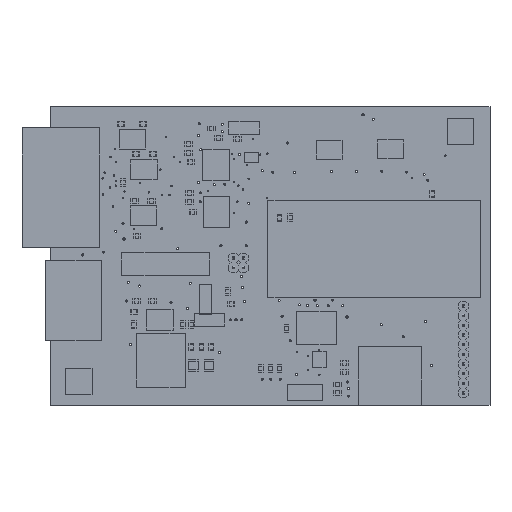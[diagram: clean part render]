
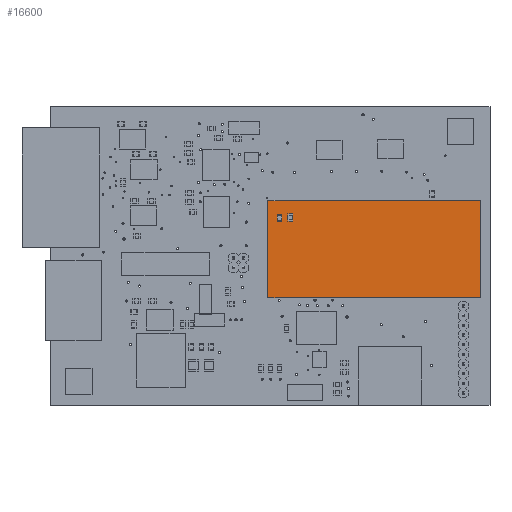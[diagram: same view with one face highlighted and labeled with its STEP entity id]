
A CAD part, top view. The second image highlights one B-rep face of the part: STEP entity #16600.
In plain terms, the highlighted planar face has unit normal (0, 0, 1).
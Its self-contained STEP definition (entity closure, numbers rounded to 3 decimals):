
#1792=PLANE('',#18178);
#2614=FACE_OUTER_BOUND('',#3936,.T.);
#3936=EDGE_LOOP('',(#15314,#15315,#15316,#15317));
#5518=LINE('',#26822,#7184);
#5519=LINE('',#26824,#7185);
#5520=LINE('',#26826,#7186);
#5521=LINE('',#26827,#7187);
#7184=VECTOR('',#22342,10.);
#7185=VECTOR('',#22343,10.);
#7186=VECTOR('',#22344,10.);
#7187=VECTOR('',#22345,10.);
#9092=VERTEX_POINT('',#26820);
#9093=VERTEX_POINT('',#26821);
#9094=VERTEX_POINT('',#26823);
#9095=VERTEX_POINT('',#26825);
#11182=EDGE_CURVE('',#9092,#9093,#5518,.T.);
#11183=EDGE_CURVE('',#9093,#9094,#5519,.T.);
#11184=EDGE_CURVE('',#9094,#9095,#5520,.T.);
#11185=EDGE_CURVE('',#9095,#9092,#5521,.T.);
#15314=ORIENTED_EDGE('',*,*,#11182,.T.);
#15315=ORIENTED_EDGE('',*,*,#11183,.T.);
#15316=ORIENTED_EDGE('',*,*,#11184,.T.);
#15317=ORIENTED_EDGE('',*,*,#11185,.T.);
#16600=ADVANCED_FACE('',(#2614),#1792,.T.);
#18178=AXIS2_PLACEMENT_3D('',#26819,#22340,#22341);
#22340=DIRECTION('center_axis',(0.,0.,1.));
#22341=DIRECTION('ref_axis',(1.,0.,0.));
#22342=DIRECTION('',(0.,1.,0.));
#22343=DIRECTION('',(-1.,0.,0.));
#22344=DIRECTION('',(0.,-1.,0.));
#22345=DIRECTION('',(1.,0.,0.));
#26819=CARTESIAN_POINT('Origin',(1.059,0.317,0.1));
#26820=CARTESIAN_POINT('',(13.802,-27.559,0.1));
#26821=CARTESIAN_POINT('',(13.802,28.194,0.1));
#26822=CARTESIAN_POINT('',(13.802,0.317,0.1));
#26823=CARTESIAN_POINT('',(-11.684,28.194,0.1));
#26824=CARTESIAN_POINT('',(1.059,28.194,0.1));
#26825=CARTESIAN_POINT('',(-11.684,-27.559,0.1));
#26826=CARTESIAN_POINT('',(-11.684,0.317,0.1));
#26827=CARTESIAN_POINT('',(1.059,-27.559,0.1));
